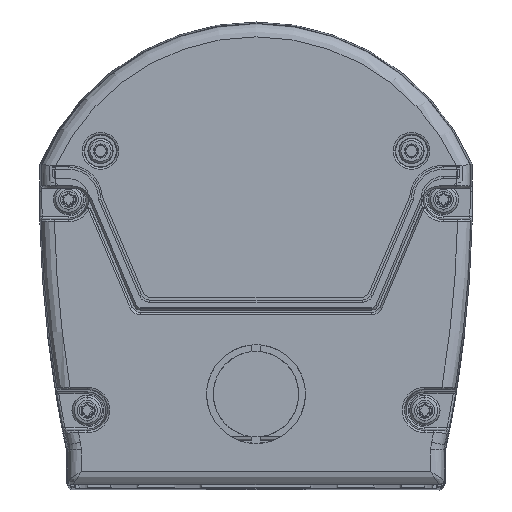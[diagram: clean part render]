
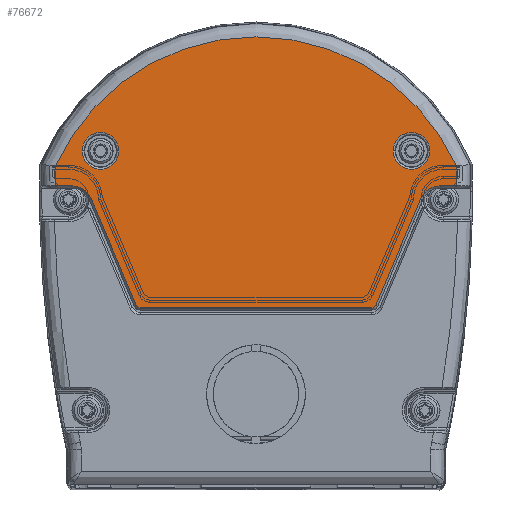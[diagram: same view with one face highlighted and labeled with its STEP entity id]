
A CAD part, top view. The second image highlights one B-rep face of the part: STEP entity #76672.
In plain terms, the highlighted planar face has unit normal (0, 0, 1).
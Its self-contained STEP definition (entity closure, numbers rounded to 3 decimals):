
#73973=CARTESIAN_POINT('',(-35.,10.85,45.));
#73974=DIRECTION('',(0.,0.,-1.));
#73975=DIRECTION('',(-1.,0.,0.));
#73976=AXIS2_PLACEMENT_3D('',#73973,#73974,#73975);
#73978=CARTESIAN_POINT('',(-35.,10.85,45.));
#73979=DIRECTION('',(0.,0.,-1.));
#73980=DIRECTION('',(1.,0.,0.));
#73981=AXIS2_PLACEMENT_3D('',#73978,#73979,#73980);
#73983=CARTESIAN_POINT('',(35.,10.85,45.));
#73984=DIRECTION('',(0.,0.,-1.));
#73985=DIRECTION('',(-1.,0.,0.));
#73986=AXIS2_PLACEMENT_3D('',#73983,#73984,#73985);
#73988=CARTESIAN_POINT('',(35.,10.85,45.));
#73989=DIRECTION('',(0.,0.,-1.));
#73990=DIRECTION('',(1.,0.,0.));
#73991=AXIS2_PLACEMENT_3D('',#73988,#73989,#73990);
#73993=DIRECTION('',(-1.,0.,0.));
#73994=VECTOR('',#73993,3.699);
#73995=CARTESIAN_POINT('',(-41.506,3.,
45.));
#73996=LINE('',#73995,#73994);
#73997=DIRECTION('',(0.,-1.,0.));
#73998=VECTOR('',#73997,4.275);
#73999=CARTESIAN_POINT('',(-45.205,7.275,45.));
#74000=LINE('',#73999,#73998);
#74001=CARTESIAN_POINT('',(0.,-13.028,45.));
#74002=DIRECTION('',(0.,0.,1.));
#74003=DIRECTION('',(0.912,0.41,0.));
#74004=AXIS2_PLACEMENT_3D('',#74001,#74002,#74003);
#74006=DIRECTION('',(0.,1.,0.));
#74007=VECTOR('',#74006,4.275);
#74008=CARTESIAN_POINT('',(45.205,3.,45.));
#74009=LINE('',#74008,#74007);
#74010=DIRECTION('',(-1.,0.,0.));
#74011=VECTOR('',#74010,3.699);
#74012=CARTESIAN_POINT('',(45.205,3.,45.));
#74013=LINE('',#74012,#74011);
#74014=CARTESIAN_POINT('',(41.506,-1.78,45.));
#74015=DIRECTION('',(0.,0.,1.));
#74016=DIRECTION('',(0.,1.,0.));
#74017=AXIS2_PLACEMENT_3D('',#74014,#74015,#74016);
#74019=DIRECTION('',(-0.391,-0.921,0.));
#74020=VECTOR('',#74019,26.049);
#74021=CARTESIAN_POINT('',(37.106,0.088,
45.));
#74022=LINE('',#74021,#74020);
#74023=CARTESIAN_POINT('',(26.007,-23.5,45.));
#74024=DIRECTION('',(0.,0.,-1.));
#74025=DIRECTION('',(0.921,-0.391,0.));
#74026=AXIS2_PLACEMENT_3D('',#74023,#74024,#74025);
#74028=DIRECTION('',(-1.,0.,0.));
#74029=VECTOR('',#74028,52.014);
#74030=CARTESIAN_POINT('',(26.007,-24.5,
45.));
#74031=LINE('',#74030,#74029);
#74032=CARTESIAN_POINT('',(-26.007,-23.5,45.));
#74033=DIRECTION('',(0.,0.,-1.));
#74034=DIRECTION('',(0.,-1.,0.));
#74035=AXIS2_PLACEMENT_3D('',#74032,#74033,#74034);
#74037=DIRECTION('',(-0.391,0.921,0.));
#74038=VECTOR('',#74037,26.049);
#74039=CARTESIAN_POINT('',(-26.928,-23.891,
45.));
#74040=LINE('',#74039,#74038);
#74041=CARTESIAN_POINT('',(-41.506,-1.78,45.));
#74042=DIRECTION('',(0.,0.,1.));
#74043=DIRECTION('',(0.921,0.391,0.));
#74044=AXIS2_PLACEMENT_3D('',#74041,#74042,#74043);
#74859=CARTESIAN_POINT('',(45.205,7.275,45.));
#74860=CARTESIAN_POINT('',(-45.205,7.275,45.));
#74861=VERTEX_POINT('',#74859);
#74862=VERTEX_POINT('',#74860);
#74981=CARTESIAN_POINT('',(-45.205,3.,45.));
#74982=VERTEX_POINT('',#74981);
#74985=CARTESIAN_POINT('',(-41.506,3.,
45.));
#74986=VERTEX_POINT('',#74985);
#74989=CARTESIAN_POINT('',(-37.106,0.088,45.));
#74990=VERTEX_POINT('',#74989);
#74993=CARTESIAN_POINT('',(-26.928,-23.891,
45.));
#74994=VERTEX_POINT('',#74993);
#74997=CARTESIAN_POINT('',(-26.007,-24.5,45.));
#74998=VERTEX_POINT('',#74997);
#75001=CARTESIAN_POINT('',(26.007,-24.5,
45.));
#75002=VERTEX_POINT('',#75001);
#75005=CARTESIAN_POINT('',(26.928,-23.891,45.));
#75006=VERTEX_POINT('',#75005);
#75009=CARTESIAN_POINT('',(37.106,0.088,
45.));
#75010=VERTEX_POINT('',#75009);
#75013=CARTESIAN_POINT('',(41.506,3.,45.));
#75014=VERTEX_POINT('',#75013);
#75017=CARTESIAN_POINT('',(45.205,3.,45.));
#75018=VERTEX_POINT('',#75017);
#75249=CARTESIAN_POINT('',(-39.152,10.85,45.));
#75250=CARTESIAN_POINT('',(-30.848,10.85,45.));
#75251=VERTEX_POINT('',#75249);
#75252=VERTEX_POINT('',#75250);
#75257=CARTESIAN_POINT('',(30.848,10.85,45.));
#75258=CARTESIAN_POINT('',(39.152,10.85,45.));
#75259=VERTEX_POINT('',#75257);
#75260=VERTEX_POINT('',#75258);
#76630=CARTESIAN_POINT('',(0.,0.,45.));
#76631=DIRECTION('',(0.,0.,1.));
#76632=DIRECTION('',(0.,1.,0.));
#76633=AXIS2_PLACEMENT_3D('',#76630,#76631,#76632);
#76634=PLANE('',#76633);
#76636=ORIENTED_EDGE('',*,*,#76635,.T.);
#76638=ORIENTED_EDGE('',*,*,#76637,.F.);
#76640=ORIENTED_EDGE('',*,*,#76639,.F.);
#76642=ORIENTED_EDGE('',*,*,#76641,.F.);
#76644=ORIENTED_EDGE('',*,*,#76643,.T.);
#76646=ORIENTED_EDGE('',*,*,#76645,.T.);
#76648=ORIENTED_EDGE('',*,*,#76647,.T.);
#76650=ORIENTED_EDGE('',*,*,#76649,.T.);
#76652=ORIENTED_EDGE('',*,*,#76651,.T.);
#76654=ORIENTED_EDGE('',*,*,#76653,.T.);
#76656=ORIENTED_EDGE('',*,*,#76655,.T.);
#76658=ORIENTED_EDGE('',*,*,#76657,.T.);
#76659=EDGE_LOOP('',(#76636,#76638,#76640,#76642,#76644,#76646,#76648,#76650,
#76652,#76654,#76656,#76658));
#76660=FACE_OUTER_BOUND('',#76659,.F.);
#76661=ORIENTED_EDGE('',*,*,#76620,.F.);
#76663=ORIENTED_EDGE('',*,*,#76662,.F.);
#76664=EDGE_LOOP('',(#76661,#76663));
#76665=FACE_BOUND('',#76664,.F.);
#76667=ORIENTED_EDGE('',*,*,#76666,.F.);
#76669=ORIENTED_EDGE('',*,*,#76668,.F.);
#76670=EDGE_LOOP('',(#76667,#76669));
#76671=FACE_BOUND('',#76670,.F.);
#76672=ADVANCED_FACE('',(#76660,#76665,#76671),#76634,.T.);
#73977=CIRCLE('',#73976,4.152);
#73982=CIRCLE('',#73981,4.152);
#73987=CIRCLE('',#73986,4.152);
#73992=CIRCLE('',#73991,4.152);
#74005=CIRCLE('',#74004,49.555);
#74018=CIRCLE('',#74017,4.78);
#74027=CIRCLE('',#74026,1.);
#74036=CIRCLE('',#74035,1.);
#74045=CIRCLE('',#74044,4.78);
#76620=EDGE_CURVE('',#75259,#75260,#73987,.T.);
#76635=EDGE_CURVE('',#74986,#74982,#73996,.T.);
#76637=EDGE_CURVE('',#74862,#74982,#74000,.T.);
#76639=EDGE_CURVE('',#74861,#74862,#74005,.T.);
#76641=EDGE_CURVE('',#75018,#74861,#74009,.T.);
#76643=EDGE_CURVE('',#75018,#75014,#74013,.T.);
#76645=EDGE_CURVE('',#75014,#75010,#74018,.T.);
#76647=EDGE_CURVE('',#75010,#75006,#74022,.T.);
#76649=EDGE_CURVE('',#75006,#75002,#74027,.T.);
#76651=EDGE_CURVE('',#75002,#74998,#74031,.T.);
#76653=EDGE_CURVE('',#74998,#74994,#74036,.T.);
#76655=EDGE_CURVE('',#74994,#74990,#74040,.T.);
#76657=EDGE_CURVE('',#74990,#74986,#74045,.T.);
#76662=EDGE_CURVE('',#75260,#75259,#73992,.T.);
#76666=EDGE_CURVE('',#75251,#75252,#73977,.T.);
#76668=EDGE_CURVE('',#75252,#75251,#73982,.T.);
